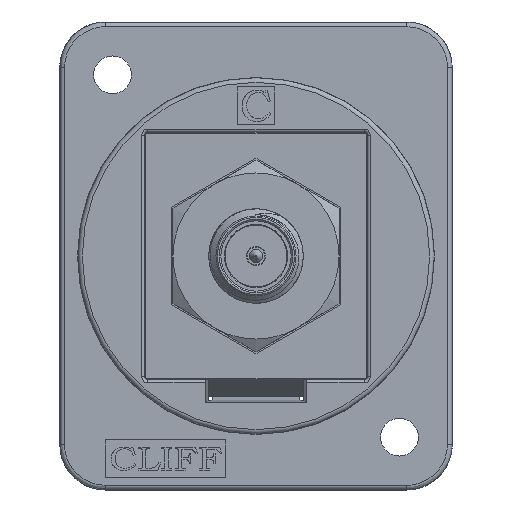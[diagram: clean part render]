
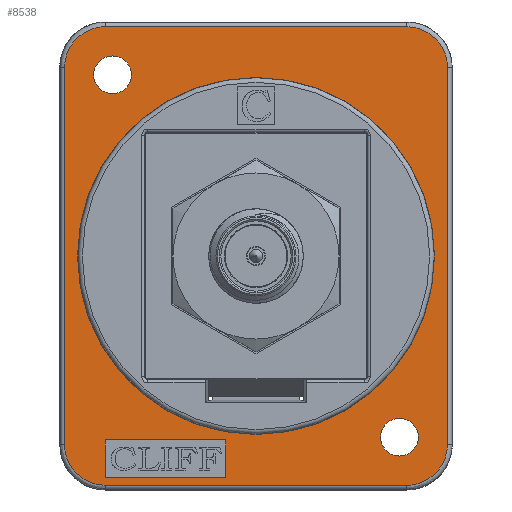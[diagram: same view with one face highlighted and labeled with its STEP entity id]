
A CAD part, front view. The second image highlights one B-rep face of the part: STEP entity #8538.
In plain terms, the highlighted planar face has unit normal (0, -1, 0).
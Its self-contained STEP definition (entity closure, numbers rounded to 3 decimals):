
#111=FACE_BOUND('',#1385,.T.);
#112=FACE_BOUND('',#1386,.T.);
#113=FACE_BOUND('',#1387,.T.);
#114=FACE_BOUND('',#1388,.T.);
#405=PLANE('',#9135);
#447=ELLIPSE('',#9136,2.7,2.7);
#448=ELLIPSE('',#9137,2.7,2.7);
#449=ELLIPSE('',#9138,2.7,2.7);
#450=ELLIPSE('',#9139,2.7,2.7);
#914=FACE_OUTER_BOUND('',#1384,.T.);
#1384=EDGE_LOOP('',(#7422,#7423,#7424,#7425,#7426,#7427,#7428,#7429));
#1385=EDGE_LOOP('',(#7430));
#1386=EDGE_LOOP('',(#7431));
#1387=EDGE_LOOP('',(#7432,#7433,#7434,#7435));
#1388=EDGE_LOOP('',(#7436));
#1533=CIRCLE('',#8896,1.25);
#1535=CIRCLE('',#8899,1.25);
#1551=CIRCLE('',#8938,11.823);
#2464=LINE('',#18307,#3183);
#2468=LINE('',#18315,#3187);
#2471=LINE('',#18321,#3190);
#2474=LINE('',#18326,#3193);
#2508=LINE('',#18431,#3227);
#2509=LINE('',#18435,#3228);
#2510=LINE('',#18439,#3229);
#2511=LINE('',#18442,#3230);
#3183=VECTOR('',#10863,2.5);
#3187=VECTOR('',#10869,8.);
#3190=VECTOR('',#10874,2.5);
#3193=VECTOR('',#10879,8.);
#3227=VECTOR('',#10973,24.965);
#3228=VECTOR('',#10976,19.965);
#3229=VECTOR('',#10979,24.965);
#3230=VECTOR('',#10982,19.965);
#3599=VERTEX_POINT('',#16099);
#3601=VERTEX_POINT('',#16105);
#3654=VERTEX_POINT('',#16377);
#3959=VERTEX_POINT('',#18305);
#3960=VERTEX_POINT('',#18306);
#3963=VERTEX_POINT('',#18314);
#3965=VERTEX_POINT('',#18320);
#3992=VERTEX_POINT('',#18427);
#3993=VERTEX_POINT('',#18428);
#3994=VERTEX_POINT('',#18430);
#3995=VERTEX_POINT('',#18432);
#3996=VERTEX_POINT('',#18434);
#3997=VERTEX_POINT('',#18436);
#3998=VERTEX_POINT('',#18438);
#3999=VERTEX_POINT('',#18440);
#4548=EDGE_CURVE('',#3599,#3599,#1533,.T.);
#4551=EDGE_CURVE('',#3601,#3601,#1535,.T.);
#4621=EDGE_CURVE('',#3654,#3654,#1551,.T.);
#5100=EDGE_CURVE('',#3959,#3960,#2464,.T.);
#5104=EDGE_CURVE('',#3963,#3959,#2468,.T.);
#5107=EDGE_CURVE('',#3965,#3963,#2471,.T.);
#5110=EDGE_CURVE('',#3960,#3965,#2474,.T.);
#5157=EDGE_CURVE('',#3992,#3993,#447,.T.);
#5158=EDGE_CURVE('',#3994,#3992,#2508,.T.);
#5159=EDGE_CURVE('',#3995,#3994,#448,.T.);
#5160=EDGE_CURVE('',#3996,#3995,#2509,.T.);
#5161=EDGE_CURVE('',#3997,#3996,#449,.T.);
#5162=EDGE_CURVE('',#3998,#3997,#2510,.T.);
#5163=EDGE_CURVE('',#3999,#3998,#450,.T.);
#5164=EDGE_CURVE('',#3993,#3999,#2511,.T.);
#7422=ORIENTED_EDGE('',*,*,#5157,.F.);
#7423=ORIENTED_EDGE('',*,*,#5158,.F.);
#7424=ORIENTED_EDGE('',*,*,#5159,.F.);
#7425=ORIENTED_EDGE('',*,*,#5160,.F.);
#7426=ORIENTED_EDGE('',*,*,#5161,.F.);
#7427=ORIENTED_EDGE('',*,*,#5162,.F.);
#7428=ORIENTED_EDGE('',*,*,#5163,.F.);
#7429=ORIENTED_EDGE('',*,*,#5164,.F.);
#7430=ORIENTED_EDGE('',*,*,#4548,.T.);
#7431=ORIENTED_EDGE('',*,*,#4551,.T.);
#7432=ORIENTED_EDGE('',*,*,#5100,.T.);
#7433=ORIENTED_EDGE('',*,*,#5110,.T.);
#7434=ORIENTED_EDGE('',*,*,#5107,.T.);
#7435=ORIENTED_EDGE('',*,*,#5104,.T.);
#7436=ORIENTED_EDGE('',*,*,#4621,.T.);
#8538=ADVANCED_FACE('',(#914,#111,#112,#113,#114),#405,.T.);
#8896=AXIS2_PLACEMENT_3D('',#16100,#10074,#10075);
#8899=AXIS2_PLACEMENT_3D('',#16106,#10081,#10082);
#8938=AXIS2_PLACEMENT_3D('',#16378,#10198,#10199);
#9135=AXIS2_PLACEMENT_3D('',#18426,#10969,#10970);
#9136=AXIS2_PLACEMENT_3D('',#18429,#10971,#10972);
#9137=AXIS2_PLACEMENT_3D('',#18433,#10974,#10975);
#9138=AXIS2_PLACEMENT_3D('',#18437,#10977,#10978);
#9139=AXIS2_PLACEMENT_3D('',#18441,#10980,#10981);
#10074=DIRECTION('center_axis',(0.,1.,0.));
#10075=DIRECTION('ref_axis',(-1.,0.,0.));
#10081=DIRECTION('center_axis',(0.,1.,0.));
#10082=DIRECTION('ref_axis',(-1.,0.,0.));
#10198=DIRECTION('center_axis',(0.,1.,0.));
#10199=DIRECTION('ref_axis',(-1.,0.,0.));
#10863=DIRECTION('',(0.,0.,1.));
#10869=DIRECTION('',(-1.,0.,0.));
#10874=DIRECTION('',(0.,0.,-1.));
#10879=DIRECTION('',(1.,0.,0.));
#10969=DIRECTION('center_axis',(0.,-1.,0.));
#10970=DIRECTION('ref_axis',(1.,0.,0.));
#10971=DIRECTION('center_axis',(0.,1.,0.));
#10972=DIRECTION('ref_axis',(-0.707,0.,0.707));
#10973=DIRECTION('',(0.,0.,1.));
#10974=DIRECTION('center_axis',(0.,1.,0.));
#10975=DIRECTION('ref_axis',(-0.707,0.,-0.707));
#10976=DIRECTION('',(-1.,0.,0.));
#10977=DIRECTION('center_axis',(0.,1.,0.));
#10978=DIRECTION('ref_axis',(0.707,0.,-0.707));
#10979=DIRECTION('',(0.,0.,-1.));
#10980=DIRECTION('center_axis',(0.,1.,0.));
#10981=DIRECTION('ref_axis',(0.707,0.,0.707));
#10982=DIRECTION('',(1.,0.,0.));
#16099=CARTESIAN_POINT('',(-8.25,-2.3,12.));
#16100=CARTESIAN_POINT('Origin',(-9.5,-2.3,12.));
#16105=CARTESIAN_POINT('',(10.75,-2.3,-12.));
#16106=CARTESIAN_POINT('Origin',(9.5,-2.3,-12.));
#16377=CARTESIAN_POINT('',(11.823,-2.3,0.));
#16378=CARTESIAN_POINT('Origin',(0.,-2.3,0.));
#18305=CARTESIAN_POINT('',(-10.,-2.3,-14.683));
#18306=CARTESIAN_POINT('',(-10.,-2.3,-12.183));
#18307=CARTESIAN_POINT('',(-10.,-2.3,-7.341));
#18314=CARTESIAN_POINT('',(-2.,-2.3,-14.683));
#18315=CARTESIAN_POINT('',(-1.,-2.3,-14.683));
#18320=CARTESIAN_POINT('',(-2.,-2.3,-12.183));
#18321=CARTESIAN_POINT('',(-2.,-2.3,-6.091));
#18326=CARTESIAN_POINT('',(-5.,-2.3,-12.183));
#18426=CARTESIAN_POINT('Origin',(0.,-2.3,0.));
#18427=CARTESIAN_POINT('',(-12.683,-2.3,12.483));
#18428=CARTESIAN_POINT('',(-9.983,-2.3,15.183));
#18429=CARTESIAN_POINT('Origin',(-9.982,-2.3,12.482));
#18430=CARTESIAN_POINT('',(-12.683,-2.3,-12.483));
#18431=CARTESIAN_POINT('',(-12.683,-2.3,-7.75));
#18432=CARTESIAN_POINT('',(-9.983,-2.3,-15.183));
#18433=CARTESIAN_POINT('Origin',(-9.982,-2.3,-12.482));
#18434=CARTESIAN_POINT('',(9.983,-2.3,-15.183));
#18435=CARTESIAN_POINT('',(6.5,-2.3,-15.183));
#18436=CARTESIAN_POINT('',(12.683,-2.3,-12.483));
#18437=CARTESIAN_POINT('Origin',(9.982,-2.3,-12.482));
#18438=CARTESIAN_POINT('',(12.683,-2.3,12.483));
#18439=CARTESIAN_POINT('',(12.683,-2.3,7.75));
#18440=CARTESIAN_POINT('',(9.983,-2.3,15.183));
#18441=CARTESIAN_POINT('Origin',(9.982,-2.3,12.482));
#18442=CARTESIAN_POINT('',(-6.5,-2.3,15.183));
